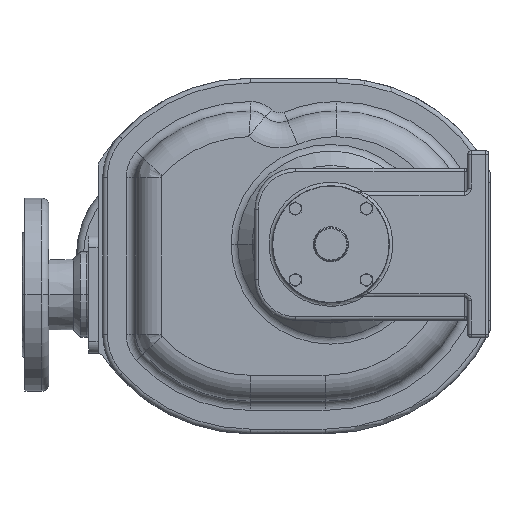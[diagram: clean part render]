
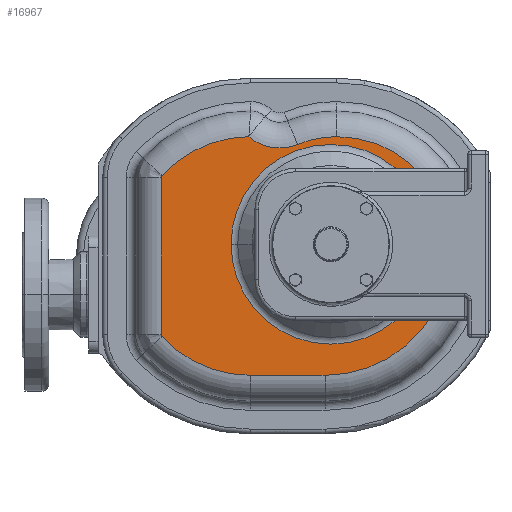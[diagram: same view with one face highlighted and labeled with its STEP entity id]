
A CAD part, left-side view. The second image highlights one B-rep face of the part: STEP entity #16967.
In plain terms, the highlighted planar face has unit normal (-1, 0, 0).
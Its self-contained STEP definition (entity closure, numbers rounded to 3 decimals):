
#4222=CARTESIAN_POINT('',(-74.5,69.,-10.));
#4223=DIRECTION('',(-1.,0.,0.));
#4224=DIRECTION('',(0.,0.011,1.));
#4225=AXIS2_PLACEMENT_3D('',#4222,#4223,#4224);
#4227=CARTESIAN_POINT('',(-74.5,43.873,122.22));
#4228=DIRECTION('',(1.,0.,0.));
#4229=DIRECTION('',(0.,-0.385,-0.923));
#4230=AXIS2_PLACEMENT_3D('',#4227,#4228,#4229);
#4232=CARTESIAN_POINT('',(-74.5,-5.,5.));
#4233=DIRECTION('',(-1.,0.,0.));
#4234=DIRECTION('',(0.,0.,1.));
#4235=AXIS2_PLACEMENT_3D('',#4232,#4233,#4234);
#4237=CARTESIAN_POINT('',(-74.5,-5.,-5.));
#4238=DIRECTION('',(-1.,0.,0.));
#4239=DIRECTION('',(0.,-1.,0.));
#4240=AXIS2_PLACEMENT_3D('',#4237,#4238,#4239);
#4242=CARTESIAN_POINT('',(-74.5,5.,-5.));
#4243=DIRECTION('',(-1.,0.,0.));
#4244=DIRECTION('',(0.,0.,-1.));
#4245=AXIS2_PLACEMENT_3D('',#4242,#4243,#4244);
#4247=DIRECTION('',(0.,-1.,0.));
#4248=VECTOR('',#4247,64.);
#4249=CARTESIAN_POINT('',(-74.5,69.,-112.));
#4250=LINE('',#4249,#4248);
#4251=CARTESIAN_POINT('',(-74.5,69.,-10.));
#4252=DIRECTION('',(-1.,0.,0.));
#4253=DIRECTION('',(0.,0.737,-0.675));
#4254=AXIS2_PLACEMENT_3D('',#4251,#4252,#4253);
#4256=CARTESIAN_POINT('',(-74.5,142.,-76.873));
#4257=DIRECTION('',(-1.,0.,0.));
#4258=DIRECTION('',(0.,1.,0.));
#4259=AXIS2_PLACEMENT_3D('',#4256,#4257,#4258);
#4261=DIRECTION('',(0.,0.,-1.));
#4262=VECTOR('',#4261,133.746);
#4263=CARTESIAN_POINT('',(-74.5,145.,56.873));
#4264=LINE('',#4263,#4262);
#4265=CARTESIAN_POINT('',(-74.5,142.,56.873));
#4266=DIRECTION('',(-1.,0.,0.));
#4267=DIRECTION('',(0.,0.737,0.675));
#4268=AXIS2_PLACEMENT_3D('',#4265,#4266,#4267);
#4270=CARTESIAN_POINT('',(-74.5,0.,0.));
#4271=DIRECTION('',(-1.,0.,0.));
#4272=DIRECTION('',(0.,1.,0.));
#4273=AXIS2_PLACEMENT_3D('',#4270,#4271,#4272);
#4275=CARTESIAN_POINT('',(-74.5,0.,0.));
#4276=DIRECTION('',(-1.,0.,0.));
#4277=DIRECTION('',(0.,-1.,0.));
#4278=AXIS2_PLACEMENT_3D('',#4275,#4276,#4277);
#4280=CARTESIAN_POINT('',(-74.5,70.073,91.994));
#10144=VERTEX_POINT('',#4280);
#10147=CARTESIAN_POINT('',(-74.5,85.314,0.));
#10148=CARTESIAN_POINT('',(-74.5,-85.314,0.));
#10149=VERTEX_POINT('',#10147);
#10150=VERTEX_POINT('',#10148);
#10163=CARTESIAN_POINT('',(-74.5,144.212,58.899));
#10164=VERTEX_POINT('',#10163);
#10167=CARTESIAN_POINT('',(-74.5,145.,56.873));
#10168=VERTEX_POINT('',#10167);
#10171=CARTESIAN_POINT('',(-74.5,145.,-76.873));
#10172=VERTEX_POINT('',#10171);
#10175=CARTESIAN_POINT('',(-74.5,144.212,-78.899));
#10176=VERTEX_POINT('',#10175);
#10179=CARTESIAN_POINT('',(-74.5,69.,-112.));
#10180=VERTEX_POINT('',#10179);
#10183=CARTESIAN_POINT('',(-74.5,5.,-112.));
#10184=VERTEX_POINT('',#10183);
#10187=CARTESIAN_POINT('',(-74.5,-102.,-5.));
#10188=VERTEX_POINT('',#10187);
#10191=CARTESIAN_POINT('',(-74.5,-5.,92.));
#10192=VERTEX_POINT('',#10191);
#10195=CARTESIAN_POINT('',(-74.5,28.48,85.3));
#10196=VERTEX_POINT('',#10195);
#16935=CARTESIAN_POINT('',(-74.5,0.,0.));
#16936=DIRECTION('',(-1.,0.,0.));
#16937=DIRECTION('',(0.,0.,1.));
#16938=AXIS2_PLACEMENT_3D('',#16935,#16936,#16937);
#16939=PLANE('',#16938);
#16941=ORIENTED_EDGE('',*,*,#16940,.F.);
#16943=ORIENTED_EDGE('',*,*,#16942,.F.);
#16945=ORIENTED_EDGE('',*,*,#16944,.F.);
#16947=ORIENTED_EDGE('',*,*,#16946,.F.);
#16949=ORIENTED_EDGE('',*,*,#16948,.F.);
#16951=ORIENTED_EDGE('',*,*,#16950,.F.);
#16953=ORIENTED_EDGE('',*,*,#16952,.F.);
#16955=ORIENTED_EDGE('',*,*,#16954,.F.);
#16957=ORIENTED_EDGE('',*,*,#16956,.F.);
#16959=ORIENTED_EDGE('',*,*,#16958,.F.);
#16960=EDGE_LOOP('',(#16941,#16943,#16945,#16947,#16949,#16951,#16953,#16955,
#16957,#16959));
#16961=FACE_OUTER_BOUND('',#16960,.F.);
#16963=ORIENTED_EDGE('',*,*,#16962,.T.);
#16964=ORIENTED_EDGE('',*,*,#16925,.T.);
#16965=EDGE_LOOP('',(#16963,#16964));
#16966=FACE_BOUND('',#16965,.F.);
#16967=ADVANCED_FACE('',(#16961,#16966),#16939,.T.);
#4226=CIRCLE('',#4225,102.);
#4231=CIRCLE('',#4230,40.);
#4236=CIRCLE('',#4235,87.);
#4241=CIRCLE('',#4240,97.);
#4246=CIRCLE('',#4245,107.);
#4255=CIRCLE('',#4254,102.);
#4260=CIRCLE('',#4259,3.);
#4269=CIRCLE('',#4268,3.);
#4274=CIRCLE('',#4273,85.314);
#4279=CIRCLE('',#4278,85.314);
#16925=EDGE_CURVE('',#10150,#10149,#4279,.T.);
#16940=EDGE_CURVE('',#10144,#10164,#4226,.T.);
#16942=EDGE_CURVE('',#10196,#10144,#4231,.T.);
#16944=EDGE_CURVE('',#10192,#10196,#4236,.T.);
#16946=EDGE_CURVE('',#10188,#10192,#4241,.T.);
#16948=EDGE_CURVE('',#10184,#10188,#4246,.T.);
#16950=EDGE_CURVE('',#10180,#10184,#4250,.T.);
#16952=EDGE_CURVE('',#10176,#10180,#4255,.T.);
#16954=EDGE_CURVE('',#10172,#10176,#4260,.T.);
#16956=EDGE_CURVE('',#10168,#10172,#4264,.T.);
#16958=EDGE_CURVE('',#10164,#10168,#4269,.T.);
#16962=EDGE_CURVE('',#10149,#10150,#4274,.T.);
